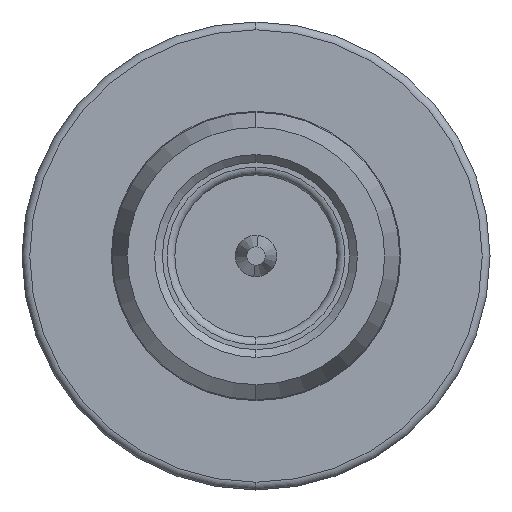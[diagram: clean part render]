
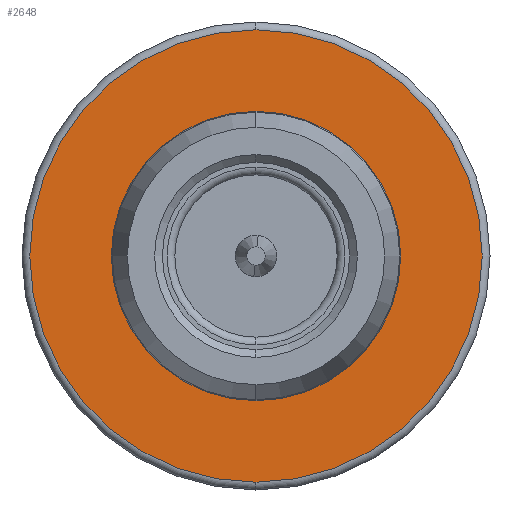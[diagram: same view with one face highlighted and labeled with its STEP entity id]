
A CAD part, left-side view. The second image highlights one B-rep face of the part: STEP entity #2648.
In plain terms, the highlighted planar face has unit normal (-1, 0, 0).
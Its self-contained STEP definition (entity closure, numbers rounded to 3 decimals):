
#23 = CARTESIAN_POINT ( 'NONE',  ( 6., 0., 0. ) ) ;
#216 = AXIS2_PLACEMENT_3D ( 'NONE', #23, #2673, #398 ) ;
#240 = AXIS2_PLACEMENT_3D ( 'NONE', #1826, #3069, #1560 ) ;
#398 = DIRECTION ( 'NONE',  ( 0., 0., -1. ) ) ;
#435 = EDGE_CURVE ( 'NONE', #2173, #1356, #3837, .T. ) ;
#527 = CARTESIAN_POINT ( 'NONE',  ( 6., 0., 2.9 ) ) ;
#723 = CARTESIAN_POINT ( 'NONE',  ( 6., 0., -2.9 ) ) ;
#750 = CARTESIAN_POINT ( 'NONE',  ( 6., 0., 0. ) ) ;
#793 = EDGE_LOOP ( 'NONE', ( #1130, #1055 ) ) ;
#976 = ORIENTED_EDGE ( 'NONE', *, *, #435, .T. ) ;
#1055 = ORIENTED_EDGE ( 'NONE', *, *, #1094, .F. ) ;
#1094 = EDGE_CURVE ( 'NONE', #3587, #1486, #4680, .T. ) ;
#1117 = DIRECTION ( 'NONE',  ( 0., 0., 1. ) ) ;
#1130 = ORIENTED_EDGE ( 'NONE', *, *, #2454, .F. ) ;
#1177 = AXIS2_PLACEMENT_3D ( 'NONE', #2512, #4380, #2128 ) ;
#1216 = ORIENTED_EDGE ( 'NONE', *, *, #2550, .T. ) ;
#1356 = VERTEX_POINT ( 'NONE', #723 ) ;
#1486 = VERTEX_POINT ( 'NONE', #2985 ) ;
#1560 = DIRECTION ( 'NONE',  ( 0., 0., 1. ) ) ;
#1826 = CARTESIAN_POINT ( 'NONE',  ( 6., 0., 0. ) ) ;
#1944 = FACE_OUTER_BOUND ( 'NONE', #2101, .T. ) ;
#1976 = PLANE ( 'NONE',  #4268 ) ;
#1990 = DIRECTION ( 'NONE',  ( 1., 0., 0. ) ) ;
#2101 = EDGE_LOOP ( 'NONE', ( #1216, #976 ) ) ;
#2128 = DIRECTION ( 'NONE',  ( 0., 0., -1. ) ) ;
#2173 = VERTEX_POINT ( 'NONE', #527 ) ;
#2454 = EDGE_CURVE ( 'NONE', #1486, #3587, #4530, .T. ) ;
#2512 = CARTESIAN_POINT ( 'NONE',  ( 6., 0., 0. ) ) ;
#2550 = EDGE_CURVE ( 'NONE', #1356, #2173, #3542, .T. ) ;
#2648 = ADVANCED_FACE ( 'NONE', ( #1944, #3830 ), #1976, .F. ) ;
#2673 = DIRECTION ( 'NONE',  ( -1., 0., 0. ) ) ;
#2813 = CARTESIAN_POINT ( 'NONE',  ( 6., 0., -1.855 ) ) ;
#2985 = CARTESIAN_POINT ( 'NONE',  ( 6., 0., 1.855 ) ) ;
#3069 = DIRECTION ( 'NONE',  ( -1., 0., 0. ) ) ;
#3396 = DIRECTION ( 'NONE',  ( -1., 0., 0. ) ) ;
#3542 = CIRCLE ( 'NONE', #216, 2.9 ) ;
#3547 = AXIS2_PLACEMENT_3D ( 'NONE', #750, #3396, #1117 ) ;
#3587 = VERTEX_POINT ( 'NONE', #2813 ) ;
#3830 = FACE_BOUND ( 'NONE', #793, .T. ) ;
#3837 = CIRCLE ( 'NONE', #1177, 2.9 ) ;
#4240 = CARTESIAN_POINT ( 'NONE',  ( 6., 1.855, 0. ) ) ;
#4268 = AXIS2_PLACEMENT_3D ( 'NONE', #4240, #1990, #4626 ) ;
#4380 = DIRECTION ( 'NONE',  ( -1., 0., 0. ) ) ;
#4530 = CIRCLE ( 'NONE', #3547, 1.855 ) ;
#4626 = DIRECTION ( 'NONE',  ( 0., 0., -1. ) ) ;
#4680 = CIRCLE ( 'NONE', #240, 1.855 ) ;
